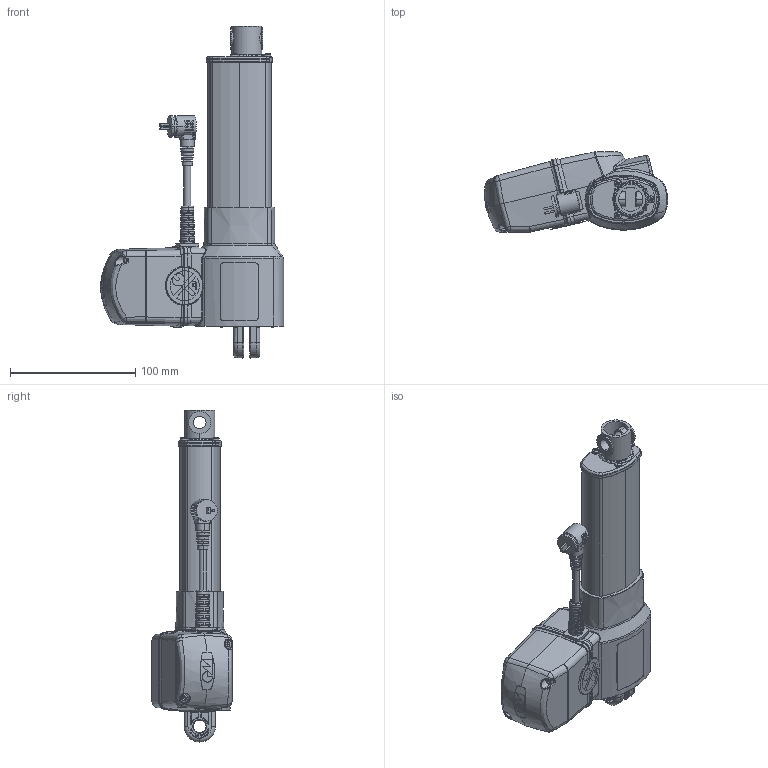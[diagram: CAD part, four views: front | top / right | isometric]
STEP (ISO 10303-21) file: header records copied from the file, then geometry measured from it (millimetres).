
FILE_DESCRIPTION (( 'STEP AP203' ), '1' );
FILE_NAME ('Alphadrive.STEP', '2011-05-26T11:59:44', ( '.' ), ( '.' ), 'SwSTEP 2.0', 'SolidWorks 2008', '' );
FILE_SCHEMA (( 'CONFIG_CONTROL_DESIGN' ));
Length unit declared in the file: millimetre
Products named in the file (1): Alphadrive
Bounding box: 146.55 x 64.04 x 265.49 mm (x, y, z)
Volume: 680115 mm3; surface area: 72467.8 mm2
Topology: 1 solids, 2 shells, 1711 faces, 4339 edges, 2731 vertices
Faces by surface type: plane 745, bspline 428, cylinder 204, cone 177, torus 98, sphere 59
Entity records: 71157 total; most frequent: CARTESIAN_POINT 32832, ORIENTED_EDGE 8654, DIRECTION 6959, EDGE_CURVE 4327, VERTEX_POINT 2731, AXIS2_PLACEMENT_3D 2542, LINE 1875, VECTOR 1875
